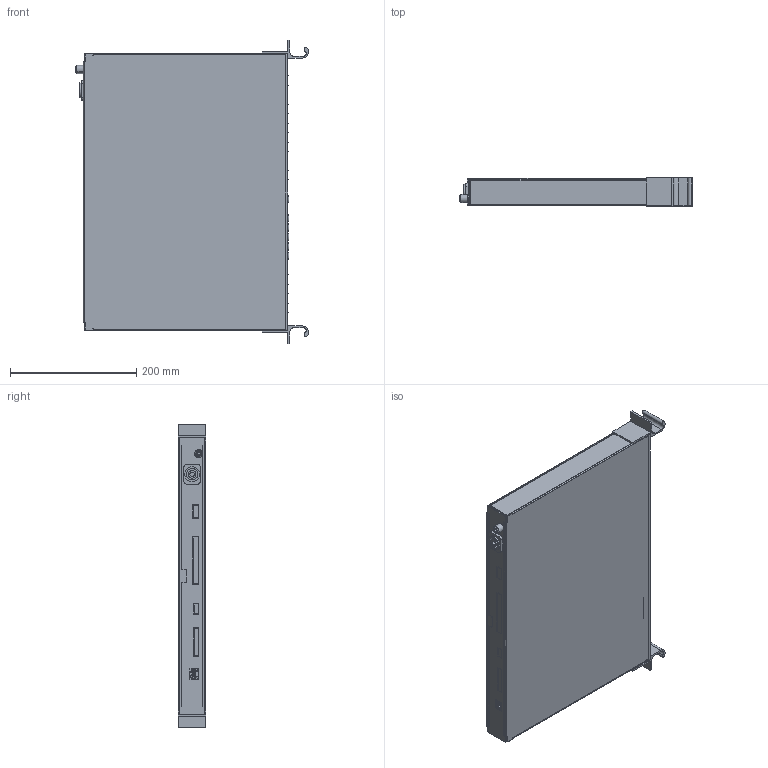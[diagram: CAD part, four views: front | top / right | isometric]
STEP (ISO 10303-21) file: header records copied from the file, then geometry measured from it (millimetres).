
FILE_DESCRIPTION (( 'STEP AP203' ), '1' );
FILE_NAME ('T15_00 300_01 Òðîìáîí ÁÑÎ.STEP', '2021-11-19T11:28:35', ( '' ), ( '' ), 'SwSTEP 2.0', 'SolidWorks 2020', '' );
FILE_SCHEMA (( 'CONFIG_CONTROL_DESIGN' ));
Length unit declared in the file: millimetre
Products named in the file (17): T15_83 720_01; T15_01 440_03; 33_00; T15_01 430_04; T15_01 420_04; 1_00; T15_00 300_01 Òðîìáîí ÁÑÎ; T15_81 720_02; NL4MP-UC; 43202-8818; T15_01 450_03 ; 22_00; 11_00; T00_01 460_01; ﾑ粢蒻鮏 2,54; BP-1A_Áåç èçîë.êîðï; Cap
Assembly tree (41 placements, depth 3):
  T15_00 300_01 Òðîìáîí ÁÑÎ
    T15_83 720_01
      T15_01 440_03
    T15_81 720_02
      T15_01 420_04
    T00_01 460_01  x2
    NL4MP-UC
    T15_01 450_03 
    T15_01 430_04
    BP-1A_Áåç èçîë.êîðï
    1_00
    11_00
    22_00
    33_00
    43202-8818
    ﾑ粢蒻鮏 2,54  x20
    Cap  x6
Bounding box: 368.82 x 44 x 480 mm (x, y, z)
Volume: 469270 mm3; surface area: 763951.8 mm2
Topology: 39 solids, 41 shells, 1905 faces, 4538 edges, 2733 vertices
Faces by surface type: plane 1435, cylinder 436, sphere 20, torus 12, cone 2
Entity records: 51340 total; most frequent: CARTESIAN_POINT 8349, DIRECTION 8320, ORIENTED_EDGE 8254, EDGE_CURVE 4128, VECTOR 3452, LINE 3452, VERTEX_POINT 2463, AXIS2_PLACEMENT_3D 2434
